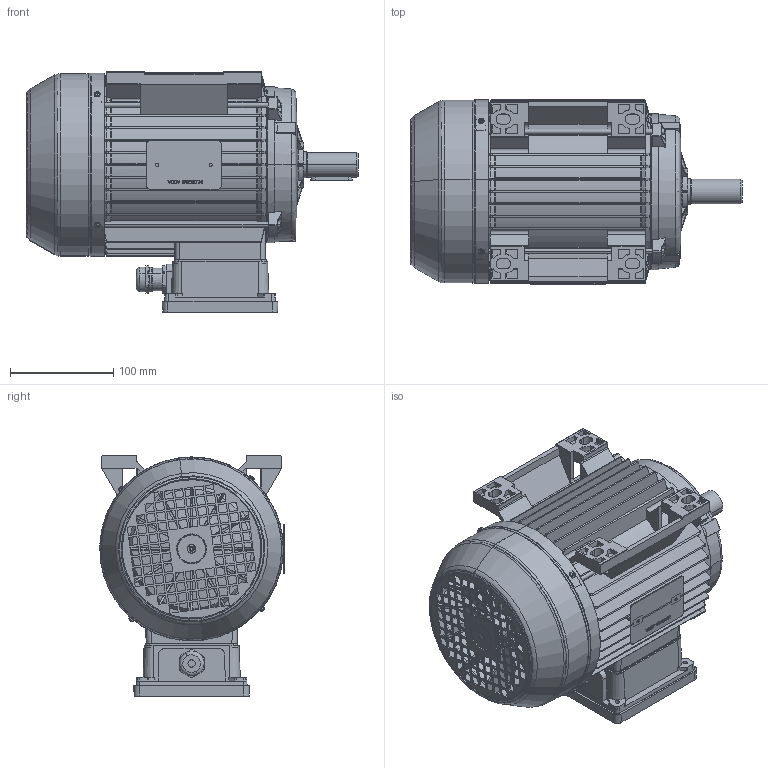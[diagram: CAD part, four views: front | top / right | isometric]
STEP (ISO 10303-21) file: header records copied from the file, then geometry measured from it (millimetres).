
FILE_DESCRIPTION (( 'STEP AP214' ), '1' );
FILE_NAME ('CA90L-B3-IC411-2-4-6-8 POLI-TB TOP.STEP', '2024-09-19T12:59:18', ( '' ), ( '' ), 'SwSTEP 2.0', 'SolidWorks 2024', '' );
FILE_SCHEMA (( 'AUTOMOTIVE_DESIGN' ));
Length unit declared in the file: millimetre
Products named in the file (16): Guarnizione scatola-coperchio 90; Carcassa C90L-B3-bas-sup; Targhetta motore_LAMIERA ALLUMINIO; pan head cross recess screw_iso_ISO 7045 - M3 x 10 - Z --- 10C; PRESSACAVO M20; Tirante M5 L.182; Radial Ball Bearing_68_SKF1_SKF - 6205 - 12,DE,AC,12_68; Coprimorsettiera 90_STANDARD DEFINITIVO-1 FORO CENTRALE M20; Albero C-FC90L_Pacco H = 90; CA90L-B3-IC411-2-4-6-8 POLI-TB TOP; Ventola 90; parallel_din_Parallel key A8 x 7 x 40 DIN 6885; Coperchio scatola morsetti 90; Copriventola 90; Scudo C90 Ant. e Post.; Guarnizione scatola-motore 90
Assembly tree (23 placements, depth 2):
  CA90L-B3-IC411-2-4-6-8 POLI-TB TOP
    Albero C-FC90L_Pacco H = 90
    Radial Ball Bearing_68_SKF1_SKF - 6205 - 12,DE,AC,12_68  x2
    Scudo C90 Ant. e Post.  x2
    Carcassa C90L-B3-bas-sup
    Tirante M5 L.182  x4
    Targhetta motore_LAMIERA ALLUMINIO
    Ventola 90
    Copriventola 90
    parallel_din_Parallel key A8 x 7 x 40 DIN 6885
    pan head cross recess screw_iso_ISO 7045 - M3 x 10 - Z --- 10C  x4
    Guarnizione scatola-motore 90
    Coprimorsettiera 90_STANDARD DEFINITIVO-1 FORO CENTRALE M20
    Guarnizione scatola-coperchio 90
    Coperchio scatola morsetti 90
    PRESSACAVO M20
Bounding box: 321.37 x 178.75 x 232.5 mm (x, y, z)
Volume: 1294479.2 mm3; surface area: 840391.3 mm2
Topology: 23 solids, 24 shells, 4615 faces, 12800 edges, 8039 vertices
Faces by surface type: plane 1705, cylinder 978, bspline 651, torus 560, cone 515, sphere 206
Entity records: 130511 total; most frequent: CARTESIAN_POINT 47134, ORIENTED_EDGE 18632, DIRECTION 15778, EDGE_CURVE 9316, VERTEX_POINT 5973, AXIS2_PLACEMENT_3D 5750, LINE 4278, VECTOR 4278
